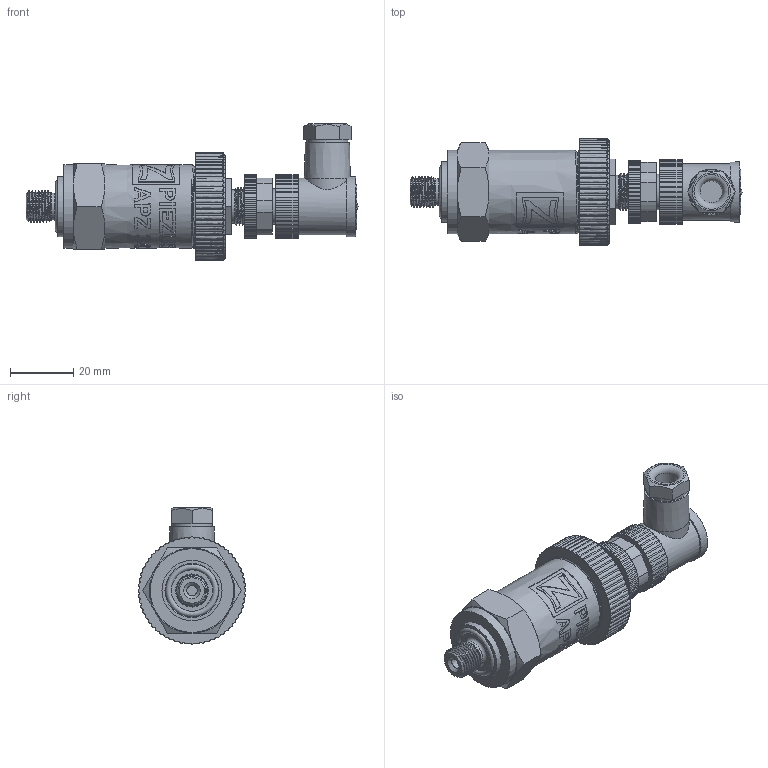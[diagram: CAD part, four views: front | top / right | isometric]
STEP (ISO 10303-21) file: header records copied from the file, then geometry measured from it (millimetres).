
FILE_DESCRIPTION(/* description */ (''),/* implementation_level */ '2;1');
FILE_NAME(/* name */ 'APZ3421_M10x1DIN_M12x1-angular.step',/* time_stamp */ '2021-06-23T14:36:11+03:00',/* author */ (''),/* organization */ (''),/* preprocessor_version */ 'ST-DEVELOPER v18.1',/* originating_system */ 'Autodesk Translation Framework v10.9.0.1377',/* authorisation */ '');
FILE_SCHEMA (('AUTOMOTIVE_DESIGN { 1 0 10303 214 3 1 1 }'));
Products named in the file (6): APZ3421_M10x1DIN_M12x1-angular; M10x1 DIN; OMAL nut M27x1.5 v8; M12x1 male v16; Ш100.000.002 v4; M12x1 female angular v10
Assembly tree (5 placements, depth 2):
  APZ3421_M10x1DIN_M12x1-angular
    M10x1 DIN
    OMAL nut M27x1.5 v8
    M12x1 male v16
    Ш100.000.002 v4
    M12x1 female angular v10
Bounding box: 105.07 x 34 x 43.2 mm (x, y, z)
Volume: 47309.8 mm3; surface area: 19605.7 mm2
Topology: 17 solids, 17 shells, 978 faces, 2752 edges, 1855 vertices
Faces by surface type: bspline 433, cylinder 304, plane 172, cone 58, torus 10, sphere 1
Full cylindrical faces by diameter (mm): 1 x12, 1.5 x4, 3.3 x1, 7 x1, 8 x1, 8.2 x1, 8.5 x1, 8.744 x7, 9.471 x2, 10.6 x2, 10.741 x6, 11.035 x4, 11.156 x1, 11.884 x5, 12.152 x4, 13 x1, 13.5 x1, 14 x1, 14.137 x4, 14.526 x3, 15.85 x3, 16.203 x3, 16.7 x1, 18 x1, 19 x2, 21.4 x2, 22.3 x1, 22.4 x1, 24.5 x1, 25.132 x4
Entity records: 75794 total; most frequent: CARTESIAN_POINT 52926, ORIENTED_EDGE 5504, DIRECTION 3473, EDGE_CURVE 2752, VERTEX_POINT 1855, AXIS2_PLACEMENT_3D 1211, LINE 1051, VECTOR 1051
